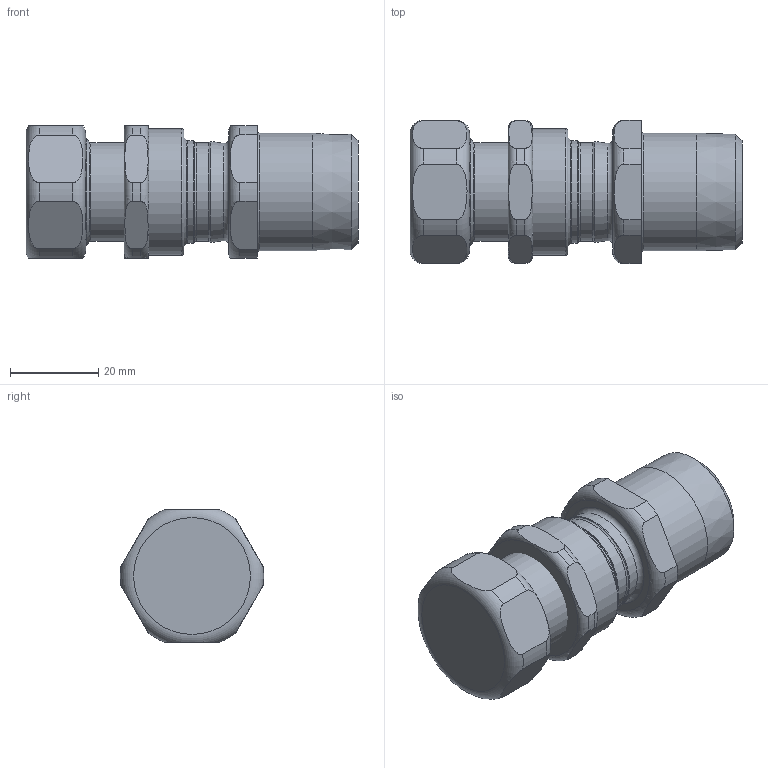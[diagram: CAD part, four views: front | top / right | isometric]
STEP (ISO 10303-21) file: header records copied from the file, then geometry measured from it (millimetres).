
FILE_DESCRIPTION(/* description */ (''),/* implementation_level */ '2;1');
FILE_NAME(/* name */ 'CSB 656N X A_3_4_NPT.stp',/* time_stamp */ '2021-04-20T01:04:13+06:00',/* author */ ('vinaykumark'),/* organization */ (''),/* preprocessor_version */ 'ST-DEVELOPER v18',/* originating_system */ 'Autodesk Inventor 2020',/* authorisation */ '');
FILE_SCHEMA (('AUTOMOTIVE_DESIGN { 1 0 10303 214 3 1 1 }'));
Length unit declared in the file: inch
Products named in the file (1): CSB 656N X A_3_4_NPT
Bounding box: 75.28 x 32.5 x 30 mm (x, y, z)
Volume: 59241.1 mm3; surface area: 15634.7 mm2
Topology: 6 solids, 6 shells, 257 faces, 731 edges, 506 vertices
Faces by surface type: plane 106, bspline 66, torus 39, cylinder 35, cone 11
Full cylindrical faces by diameter (mm): 14.1 x1, 14.3 x1, 16.9 x2, 19.2 x1, 19.4 x2, 21.2 x1, 22.26 x1, 22.4 x1, 23.26 x1, 23.5 x1, 25.32 x1, 26.67 x1, 28.6 x1
Entity records: 9809 total; most frequent: CARTESIAN_POINT 3003, ORIENTED_EDGE 1462, DIRECTION 1208, EDGE_CURVE 731, VERTEX_POINT 506, AXIS2_PLACEMENT_3D 452, LINE 304, VECTOR 304
